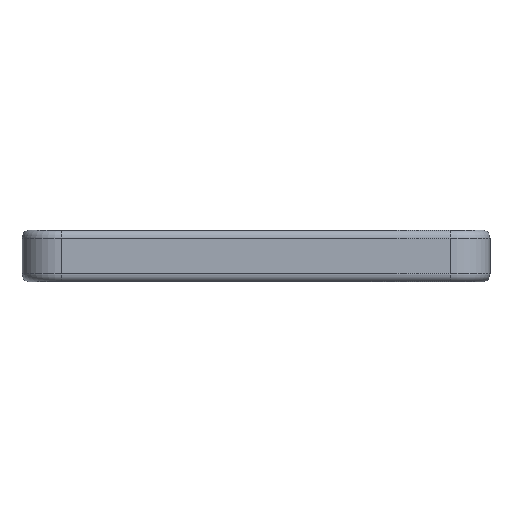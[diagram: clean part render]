
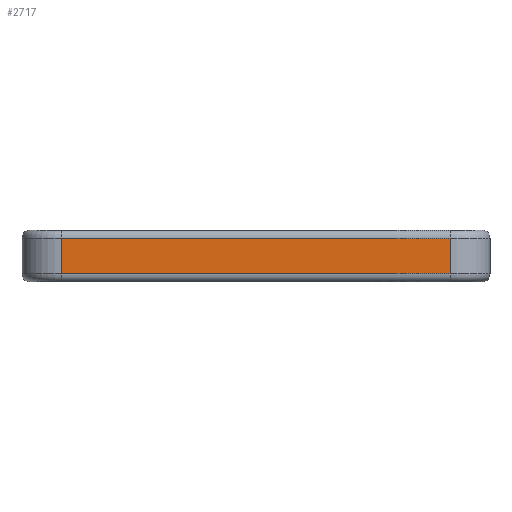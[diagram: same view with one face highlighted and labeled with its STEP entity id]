
A CAD part, left-side view. The second image highlights one B-rep face of the part: STEP entity #2717.
In plain terms, the highlighted planar face has unit normal (-1, 0, 0).
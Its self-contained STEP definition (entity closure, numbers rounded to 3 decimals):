
#191=FACE_OUTER_BOUND('',#356,.T.);
#356=EDGE_LOOP('',(#2053,#2054,#2055,#2056));
#531=LINE('',#4238,#801);
#543=LINE('',#4293,#813);
#544=LINE('',#4297,#814);
#545=LINE('',#4298,#815);
#801=VECTOR('',#3426,10.);
#813=VECTOR('',#3490,10.);
#814=VECTOR('',#3495,10.);
#815=VECTOR('',#3496,10.);
#1214=VERTEX_POINT('',#4235);
#1215=VERTEX_POINT('',#4237);
#1232=VERTEX_POINT('',#4292);
#1233=VERTEX_POINT('',#4296);
#1516=EDGE_CURVE('',#1214,#1215,#531,.T.);
#1544=EDGE_CURVE('',#1215,#1232,#543,.T.);
#1546=EDGE_CURVE('',#1214,#1233,#544,.T.);
#1547=EDGE_CURVE('',#1232,#1233,#545,.T.);
#2053=ORIENTED_EDGE('',*,*,#1516,.F.);
#2054=ORIENTED_EDGE('',*,*,#1546,.T.);
#2055=ORIENTED_EDGE('',*,*,#1547,.F.);
#2056=ORIENTED_EDGE('',*,*,#1544,.F.);
#2586=PLANE('',#2968);
#2717=ADVANCED_FACE('',(#191),#2586,.T.);
#2968=AXIS2_PLACEMENT_3D('',#4295,#3493,#3494);
#3426=DIRECTION('',(0.,1.,0.));
#3490=DIRECTION('',(0.,0.,1.));
#3493=DIRECTION('center_axis',(-1.,0.,0.));
#3494=DIRECTION('ref_axis',(0.,-1.,0.));
#3495=DIRECTION('',(0.,0.,1.));
#3496=DIRECTION('',(0.,-1.,0.));
#4235=CARTESIAN_POINT('',(14.6,-111.4,2.298));
#4237=CARTESIAN_POINT('',(14.6,-14.4,2.298));
#4238=CARTESIAN_POINT('',(14.6,-38.65,2.298));
#4292=CARTESIAN_POINT('',(14.6,-14.4,11.298));
#4293=CARTESIAN_POINT('',(14.6,-14.4,12.798));
#4295=CARTESIAN_POINT('Origin',(14.6,-14.4,12.798));
#4296=CARTESIAN_POINT('',(14.6,-111.4,11.298));
#4297=CARTESIAN_POINT('',(14.6,-111.4,12.798));
#4298=CARTESIAN_POINT('',(14.6,-38.65,11.298));
